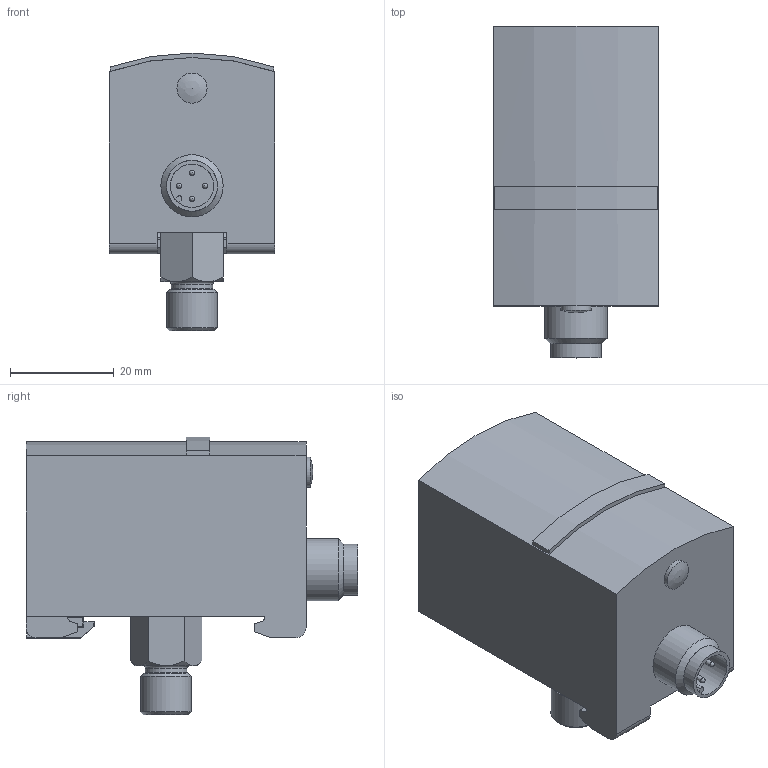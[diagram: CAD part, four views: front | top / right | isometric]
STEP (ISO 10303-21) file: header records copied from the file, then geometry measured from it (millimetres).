
FILE_DESCRIPTION(/* description */ ('STEP AP214'),/* implementation_level */ '2;1');
FILE_NAME(/* name */ '8003348_SPAU-V1R-T-G18M-LK-A-M12D',/* time_stamp */ '2024-09-15T12:14:53+02:00',/* author */ ('License CC BY-ND 4.0'),/* organization */ ('CADENAS'),/* preprocessor_version */ 'ST-DEVELOPER v19.3',/* originating_system */ 'PARTsolutions',/* authorisation */ ' ');
FILE_SCHEMA (('AUTOMOTIVE_DESIGN {1 0 10303 214 3 1 1}'));
Length unit declared in the file: millimetre
Products named in the file (3): 8003348 SPAU-V1R-T-G18M-LK-A-M12D; 8001200 SPAU-B2TG18M--LKAM12DG18M12-p; 1345605 SPAU
Assembly tree (2 placements, depth 2):
  8003348 SPAU-V1R-T-G18M-LK-A-M12D
    8001200 SPAU-B2TG18M--LKAM12DG18M12-p
    1345605 SPAU
Bounding box: 32 x 64 x 53.61 mm (x, y, z)
Volume: 60447.1 mm3; surface area: 11768.4 mm2
Topology: 2 solids, 2 shells, 144 faces, 365 edges, 239 vertices
Faces by surface type: plane 79, cylinder 46, cone 12, sphere 5, torus 2
Full cylindrical faces by diameter (mm): 1 x4, 1.35 x1, 1.5 x1, 2.459 x2, 3 x2, 4.134 x1, 5.8 x1, 8 x1, 8.4 x1, 9.728 x1, 9.8 x1, 12 x1
Entity records: 4845 total; most frequent: CARTESIAN_POINT 729, DIRECTION 710, ORIENTED_EDGE 638, EDGE_CURVE 319, AXIS2_PLACEMENT_3D 256, VERTEX_POINT 223, LINE 198, VECTOR 198
